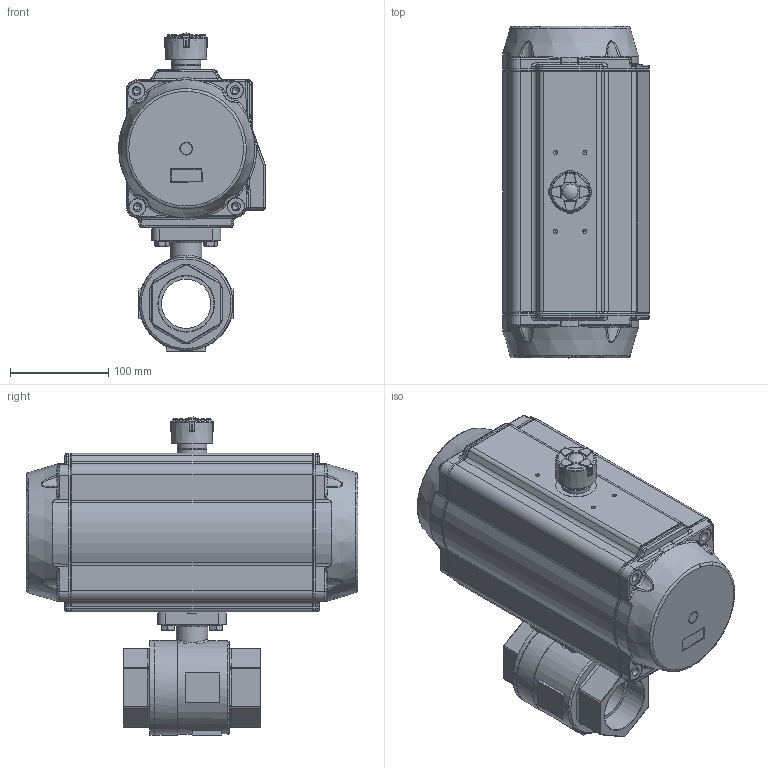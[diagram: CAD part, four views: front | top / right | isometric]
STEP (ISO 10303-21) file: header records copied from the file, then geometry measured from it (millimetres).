
FILE_DESCRIPTION(/* description */ ('Unknown'),/* implementation_level */ '2;1');
FILE_NAME(/* name */ 'PE07 9768-09',/* time_stamp */ '2025-03-28T07:59:11+01:00',/* author */ ('Unknown'),/* organization */ ('Unknown'),/* preprocessor_version */ 'ST-DEVELOPER v19.4',/* originating_system */ 'Solid Edge',/* authorisation */ 'Unknown');
FILE_SCHEMA (('AUTOMOTIVE_DESIGN {1 0 10303 214 3 1 1}'));
Length unit declared in the file: millimetre
Products named in the file (13): PE07 9768-09; 8.550.050; DIN 933 M8x22 A2-70 BLK_EDST; PD08_PE07; VTE125埴詰; vt125-2016-06-25; vt125-2016-06-25   酘傷裔_MIR; VT125-03-01   活塞; VT125-3 粣; Optische Anzeige; ______; ________(___________; cup head nib bolts with large head gb_GB_FASTENER_BOLT_CHNBW M6X25-N
Assembly tree (19 placements, depth 4):
  PE07 9768-09
    8.550.050
    DIN 933 M8x22 A2-70 BLK_EDST  x4
    PD08_PE07
      VTE125埴詰
      vt125-2016-06-25
      vt125-2016-06-25   酘傷裔_MIR
      VT125-03-01   活塞  x2
      VT125-3 粣
      Optische Anzeige
        ______
        ________(___________  x4
        cup head nib bolts with large head gb_GB_FASTENER_BOLT_CHNBW M6X25-N
Bounding box: 149.23 x 337 x 323 mm (x, y, z)
Volume: 3966041.3 mm3; surface area: 760124.3 mm2
Topology: 17 solids, 17 shells, 3282 faces, 8154 edges, 4984 vertices
Faces by surface type: plane 907, cylinder 869, bspline 710, torus 506, cone 237, sphere 53
Full cylindrical faces by diameter (mm): 3 x16, 3.3 x8, 4.134 x8, 4.66 x1, 4.917 x1, 6 x1, 6.2 x1, 6.647 x12, 7 x5, 8 x4, 8.376 x4, 9 x4, 10.106 x2, 11.445 x2, 13 x6, 17 x8, 17.5 x2, 18 x1, 25 x1, 26 x2, 26.4 x1, 28.2 x1, 30 x5, 32 x2, 38.5 x1, 40 x2, 41 x1, 47.4 x1, 49 x1, 50 x1
Entity records: 104459 total; most frequent: CARTESIAN_POINT 50480, ORIENTED_EDGE 11604, DIRECTION 9554, EDGE_CURVE 5802, VERTEX_POINT 3740, AXIS2_PLACEMENT_3D 3732, FACE_BOUND 2914, EDGE_LOOP 2892
